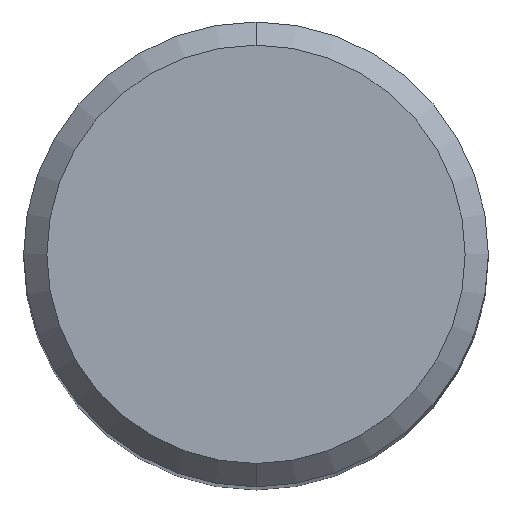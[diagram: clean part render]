
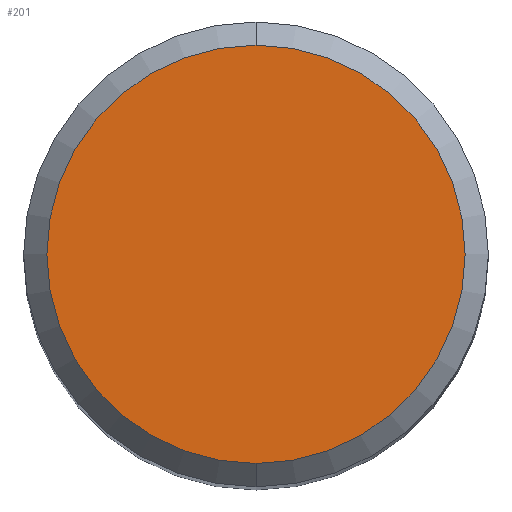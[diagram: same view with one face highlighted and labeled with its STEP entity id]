
A CAD part, top view. The second image highlights one B-rep face of the part: STEP entity #201.
In plain terms, the highlighted planar face has unit normal (0, 0, 1).
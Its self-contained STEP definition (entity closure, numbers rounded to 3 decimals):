
#201=ADVANCED_FACE('',(#509),#510,.T.);
#249=VERTEX_POINT('',#560);
#273=VERTEX_POINT('',#586);
#321=EDGE_CURVE('',#249,#273,#640,.T.);
#339=EDGE_CURVE('',#273,#249,#659,.T.);
#509=FACE_OUTER_BOUND('',#864,.T.);
#510=PLANE('',#865);
#560=CARTESIAN_POINT('',(0.0,4.5,0.0));
#586=CARTESIAN_POINT('',(0.,-4.5,0.0));
#640=CIRCLE('',#1155,4.5);
#659=CIRCLE('',#1193,4.5);
#864=EDGE_LOOP('',(#1500,#1501));
#865=AXIS2_PLACEMENT_3D('',#1502,#1503,#1504);
#1155=AXIS2_PLACEMENT_3D('',#1620,#1621,#1622);
#1193=AXIS2_PLACEMENT_3D('',#1641,#1642,#1643);
#1500=ORIENTED_EDGE('',*,*,#321,.F.);
#1501=ORIENTED_EDGE('',*,*,#339,.F.);
#1502=CARTESIAN_POINT('',(0.0,2.25,0.0));
#1503=DIRECTION('',(-0.0,0.0,1.0));
#1504=DIRECTION('',(0.0,-1.0,0.0));
#1620=CARTESIAN_POINT('',(0.0,0.0,0.0));
#1621=DIRECTION('',(0.0,0.0,-1.0));
#1622=DIRECTION('',(0.0,1.0,0.0));
#1641=CARTESIAN_POINT('',(0.0,0.0,0.0));
#1642=DIRECTION('',(0.0,0.0,-1.0));
#1643=DIRECTION('',(0.0,1.0,0.0));
